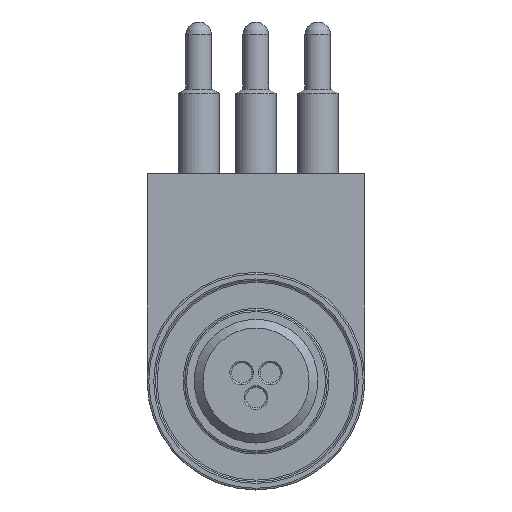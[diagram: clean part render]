
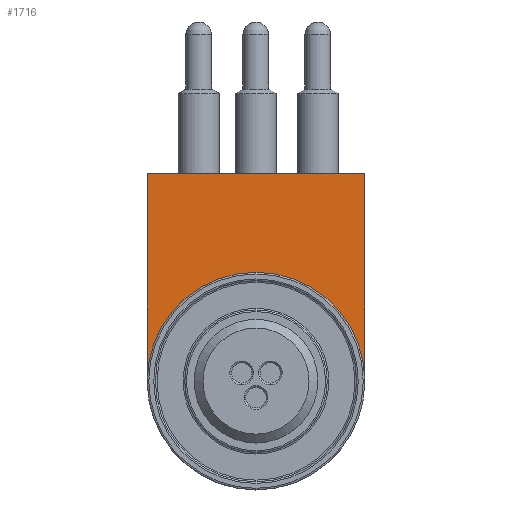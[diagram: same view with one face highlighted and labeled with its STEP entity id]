
A CAD part, front view. The second image highlights one B-rep face of the part: STEP entity #1716.
In plain terms, the highlighted planar face has unit normal (0, -1, 0).
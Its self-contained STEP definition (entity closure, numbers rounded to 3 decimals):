
#113=PLANE('',#1897);
#187=FACE_OUTER_BOUND('',#293,.T.);
#293=EDGE_LOOP('',(#1274,#1275,#1276,#1277,#1278));
#384=LINE('',#2703,#485);
#403=LINE('',#3036,#504);
#404=LINE('',#3037,#505);
#485=VECTOR('',#2187,1000.);
#504=VECTOR('',#2214,1000.);
#505=VECTOR('',#2215,1000.);
#629=CIRCLE('',#1889,8.382);
#631=CIRCLE('',#1891,8.382);
#732=VERTEX_POINT('',#2683);
#733=VERTEX_POINT('',#2685);
#736=VERTEX_POINT('',#2691);
#740=VERTEX_POINT('',#2700);
#741=VERTEX_POINT('',#2702);
#922=EDGE_CURVE('',#733,#732,#629,.T.);
#926=EDGE_CURVE('',#732,#736,#631,.T.);
#930=EDGE_CURVE('',#740,#741,#384,.T.);
#971=EDGE_CURVE('',#740,#733,#403,.T.);
#972=EDGE_CURVE('',#741,#736,#404,.T.);
#1274=ORIENTED_EDGE('',*,*,#971,.T.);
#1275=ORIENTED_EDGE('',*,*,#922,.T.);
#1276=ORIENTED_EDGE('',*,*,#926,.T.);
#1277=ORIENTED_EDGE('',*,*,#972,.F.);
#1278=ORIENTED_EDGE('',*,*,#930,.F.);
#1716=ADVANCED_FACE('',(#187),#113,.F.);
#1889=AXIS2_PLACEMENT_3D('',#2686,#2173,#2174);
#1891=AXIS2_PLACEMENT_3D('',#2693,#2179,#2180);
#1897=AXIS2_PLACEMENT_3D('',#3035,#2212,#2213);
#2173=DIRECTION('center_axis',(0.,1.,0.));
#2174=DIRECTION('ref_axis',(-1.,0.,0.));
#2179=DIRECTION('center_axis',(0.,1.,0.));
#2180=DIRECTION('ref_axis',(-1.,0.,0.));
#2187=DIRECTION('',(1.,0.,0.));
#2212=DIRECTION('center_axis',(0.,1.,0.));
#2213=DIRECTION('ref_axis',(-1.,0.,0.));
#2214=DIRECTION('',(0.,0.,-1.));
#2215=DIRECTION('',(0.,0.,-1.));
#2683=CARTESIAN_POINT('',(0.,15.608,8.382));
#2685=CARTESIAN_POINT('',(-8.382,15.608,0.));
#2686=CARTESIAN_POINT('Origin',(0.,15.608,0.));
#2691=CARTESIAN_POINT('',(8.382,15.608,0.));
#2693=CARTESIAN_POINT('Origin',(0.,15.608,0.));
#2700=CARTESIAN_POINT('',(-8.382,15.608,15.977));
#2702=CARTESIAN_POINT('',(8.382,15.608,15.977));
#2703=CARTESIAN_POINT('',(8.382,15.608,15.977));
#3035=CARTESIAN_POINT('Origin',(8.382,15.608,15.977));
#3036=CARTESIAN_POINT('',(-8.382,15.608,15.977));
#3037=CARTESIAN_POINT('',(8.382,15.608,15.977));
